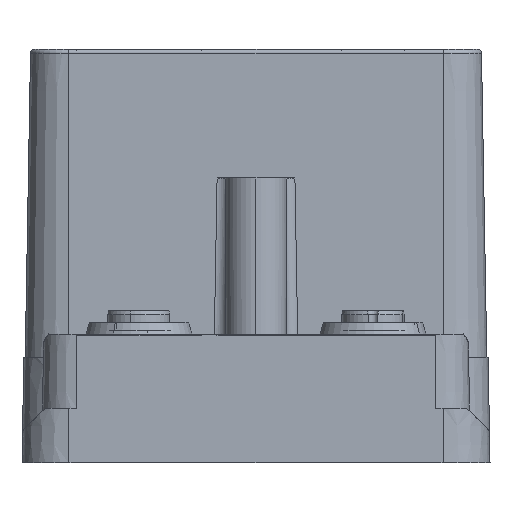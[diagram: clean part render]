
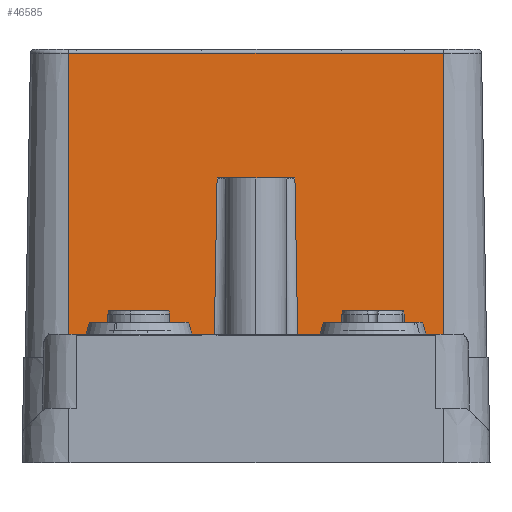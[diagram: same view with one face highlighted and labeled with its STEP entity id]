
A CAD part, front view. The second image highlights one B-rep face of the part: STEP entity #46585.
In plain terms, the highlighted planar face has unit normal (0, -1, 0.018).
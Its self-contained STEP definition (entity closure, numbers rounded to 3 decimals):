
#46530=AXIS2_PLACEMENT_3D('Plane Axis2P3D',#46527,#46528,#46529) ;
#3175=CARTESIAN_POINT('Vertex',(54.,105.609,13.5)) ;
#3178=CARTESIAN_POINT('Line Origine',(44.695,105.609,13.5)) ;
#3182=CARTESIAN_POINT('Vertex',(35.391,105.609,13.5)) ;
#3248=CARTESIAN_POINT('Vertex',(24.609,105.609,13.5)) ;
#3251=CARTESIAN_POINT('Line Origine',(15.304,105.609,13.5)) ;
#3255=CARTESIAN_POINT('Vertex',(6.,105.609,13.5)) ;
#46512=CARTESIAN_POINT('Vertex',(54.,106.29,52.509)) ;
#46515=CARTESIAN_POINT('Line Origine',(54.,105.949,33.)) ;
#46527=CARTESIAN_POINT('Axis2P3D Location',(59.6,105.6,13.)) ;
#46533=CARTESIAN_POINT('Control Point',(25.01,106.01,36.5)) ;
#46534=CARTESIAN_POINT('Control Point',(24.609,105.609,13.5)) ;
#46535=CARTESIAN_POINT('Vertex',(25.01,106.01,36.5)) ;
#46539=CARTESIAN_POINT('Control Point',(26.51,106.01,36.5)) ;
#46540=CARTESIAN_POINT('Control Point',(25.01,106.01,36.5)) ;
#46541=CARTESIAN_POINT('Vertex',(26.51,106.01,36.5)) ;
#46544=CARTESIAN_POINT('Line Origine',(30.,106.01,36.5)) ;
#46548=CARTESIAN_POINT('Vertex',(33.49,106.01,36.5)) ;
#46552=CARTESIAN_POINT('Control Point',(34.99,106.01,36.5)) ;
#46553=CARTESIAN_POINT('Control Point',(33.49,106.01,36.5)) ;
#46554=CARTESIAN_POINT('Vertex',(34.99,106.01,36.5)) ;
#46558=CARTESIAN_POINT('Control Point',(34.99,106.01,36.5)) ;
#46559=CARTESIAN_POINT('Control Point',(35.391,105.609,13.5)) ;
#46561=CARTESIAN_POINT('Line Origine',(30.,106.29,52.509)) ;
#46565=CARTESIAN_POINT('Vertex',(6.,106.29,52.509)) ;
#46568=CARTESIAN_POINT('Line Origine',(6.,105.949,33.)) ;
#3179=DIRECTION('Vector Direction',(-1.,0.,0.)) ;
#3252=DIRECTION('Vector Direction',(-1.,0.,0.)) ;
#46516=DIRECTION('Vector Direction',(0.,-0.017,-1.)) ;
#46528=DIRECTION('Axis2P3D Direction',(0.,-1.,0.017)) ;
#46529=DIRECTION('Axis2P3D XDirection',(-1.,0.,0.)) ;
#46545=DIRECTION('Vector Direction',(-1.,0.,0.)) ;
#46562=DIRECTION('Vector Direction',(-1.,0.,0.)) ;
#46569=DIRECTION('Vector Direction',(0.,-0.017,-1.)) ;
#3180=VECTOR('Line Direction',#3179,1.) ;
#3253=VECTOR('Line Direction',#3252,1.) ;
#46517=VECTOR('Line Direction',#46516,1.) ;
#46546=VECTOR('Line Direction',#46545,1.) ;
#46563=VECTOR('Line Direction',#46562,1.) ;
#46570=VECTOR('Line Direction',#46569,1.) ;
#46574=ORIENTED_EDGE('',*,*,#3257,.F.) ;
#46575=ORIENTED_EDGE('',*,*,#46537,.F.) ;
#46576=ORIENTED_EDGE('',*,*,#46543,.T.) ;
#46577=ORIENTED_EDGE('',*,*,#46550,.T.) ;
#46578=ORIENTED_EDGE('',*,*,#46556,.T.) ;
#46579=ORIENTED_EDGE('',*,*,#46560,.T.) ;
#46580=ORIENTED_EDGE('',*,*,#3184,.F.) ;
#46581=ORIENTED_EDGE('',*,*,#46519,.T.) ;
#46582=ORIENTED_EDGE('',*,*,#46567,.F.) ;
#46583=ORIENTED_EDGE('',*,*,#46572,.F.) ;
#46585=ADVANCED_FACE('Hauptk\X2\00F6\X0\rper',(#46584),#46531,.T.) ;
#46532=B_SPLINE_CURVE_WITH_KNOTS('',1,(#46533,#46534),.UNSPECIFIED.,.F.,.U.,(2,2),(-3.747,19.26),.UNSPECIFIED.) ;
#46538=B_SPLINE_CURVE_WITH_KNOTS('',1,(#46539,#46540),.UNSPECIFIED.,.F.,.U.,(2,2),(-0.75,0.75),.UNSPECIFIED.) ;
#46551=B_SPLINE_CURVE_WITH_KNOTS('',1,(#46552,#46553),.UNSPECIFIED.,.F.,.U.,(2,2),(-0.75,0.75),.UNSPECIFIED.) ;
#46557=B_SPLINE_CURVE_WITH_KNOTS('',1,(#46558,#46559),.UNSPECIFIED.,.F.,.U.,(2,2),(-3.747,19.26),.UNSPECIFIED.) ;
#3184=EDGE_CURVE('',#3176,#3183,#3181,.T.) ;
#3257=EDGE_CURVE('',#3249,#3256,#3254,.T.) ;
#46519=EDGE_CURVE('',#3176,#46513,#46518,.F.) ;
#46537=EDGE_CURVE('',#46536,#3249,#46532,.T.) ;
#46543=EDGE_CURVE('',#46536,#46542,#46538,.F.) ;
#46550=EDGE_CURVE('',#46542,#46549,#46547,.F.) ;
#46556=EDGE_CURVE('',#46549,#46555,#46551,.F.) ;
#46560=EDGE_CURVE('',#46555,#3183,#46557,.T.) ;
#46567=EDGE_CURVE('',#46566,#46513,#46564,.F.) ;
#46572=EDGE_CURVE('',#3256,#46566,#46571,.F.) ;
#46573=EDGE_LOOP('',(#46574,#46575,#46576,#46577,#46578,#46579,#46580,#46581,#46582,#46583)) ;
#46584=FACE_OUTER_BOUND('',#46573,.T.) ;
#3181=LINE('Line',#3178,#3180) ;
#3254=LINE('Line',#3251,#3253) ;
#46518=LINE('Line',#46515,#46517) ;
#46547=LINE('Line',#46544,#46546) ;
#46564=LINE('Line',#46561,#46563) ;
#46571=LINE('Line',#46568,#46570) ;
#46531=PLANE('',#46530) ;
#3176=VERTEX_POINT('',#3175) ;
#3183=VERTEX_POINT('',#3182) ;
#3249=VERTEX_POINT('',#3248) ;
#3256=VERTEX_POINT('',#3255) ;
#46513=VERTEX_POINT('',#46512) ;
#46536=VERTEX_POINT('',#46535) ;
#46542=VERTEX_POINT('',#46541) ;
#46549=VERTEX_POINT('',#46548) ;
#46555=VERTEX_POINT('',#46554) ;
#46566=VERTEX_POINT('',#46565) ;
